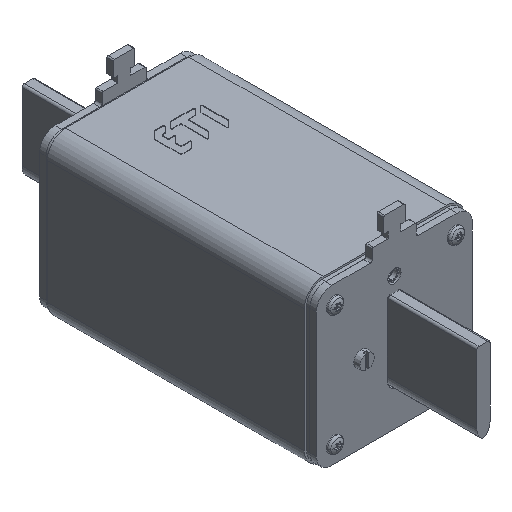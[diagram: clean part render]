
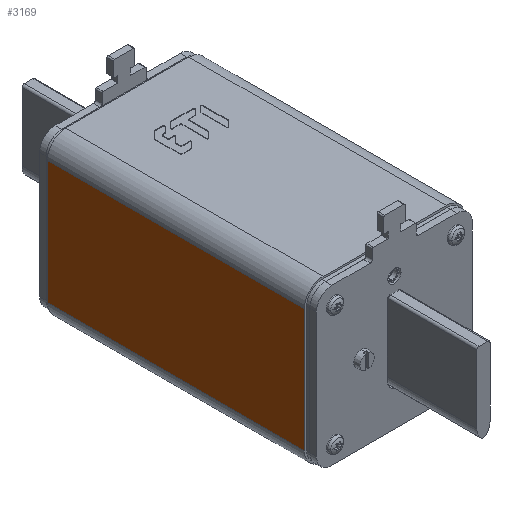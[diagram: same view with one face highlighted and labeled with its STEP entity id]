
A CAD part, isometric view. The second image highlights one B-rep face of the part: STEP entity #3169.
In plain terms, the highlighted face is planar.
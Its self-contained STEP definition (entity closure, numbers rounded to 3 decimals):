
#140=DIRECTION('',(0.,1.,0.));
#141=VECTOR('',#140,56.);
#142=CARTESIAN_POINT('',(-58.5,-28.,-36.5));
#143=LINE('',#142,#141);
#658=DIRECTION('',(-1.,0.,0.));
#659=VECTOR('',#658,117.);
#660=CARTESIAN_POINT('',(58.5,-28.,-36.5));
#661=LINE('',#660,#659);
#665=DIRECTION('',(-1.,0.,0.));
#666=VECTOR('',#665,117.);
#667=CARTESIAN_POINT('',(58.5,28.,-36.5));
#668=LINE('',#667,#666);
#725=DIRECTION('',(0.,1.,0.));
#726=VECTOR('',#725,56.);
#727=CARTESIAN_POINT('',(58.5,-28.,-36.5));
#728=LINE('',#727,#726);
#2452=CARTESIAN_POINT('',(-58.5,-28.,-36.5));
#2454=VERTEX_POINT('',#2452);
#2458=CARTESIAN_POINT('',(58.5,-28.,-36.5));
#2459=VERTEX_POINT('',#2458);
#2461=CARTESIAN_POINT('',(-58.5,28.,-36.5));
#2463=VERTEX_POINT('',#2461);
#2464=CARTESIAN_POINT('',(58.5,28.,-36.5));
#2465=VERTEX_POINT('',#2464);
#3157=CARTESIAN_POINT('',(-58.5,-36.5,-36.5));
#3158=DIRECTION('',(0.,0.,-1.));
#3159=DIRECTION('',(0.,1.,0.));
#3160=AXIS2_PLACEMENT_3D('',#3157,#3158,#3159);
#3161=PLANE('',#3160);
#3162=ORIENTED_EDGE('',*,*,#2917,.F.);
#3164=ORIENTED_EDGE('',*,*,#3163,.T.);
#3165=ORIENTED_EDGE('',*,*,#3142,.T.);
#3166=ORIENTED_EDGE('',*,*,#2859,.F.);
#3167=EDGE_LOOP('',(#3162,#3164,#3165,#3166));
#3168=FACE_OUTER_BOUND('',#3167,.F.);
#2859=EDGE_CURVE('',#2454,#2463,#143,.T.);
#2917=EDGE_CURVE('',#2459,#2454,#661,.T.);
#3142=EDGE_CURVE('',#2465,#2463,#668,.T.);
#3163=EDGE_CURVE('',#2459,#2465,#728,.T.);
#3169=ADVANCED_FACE('',(#3168),#3161,.T.);
